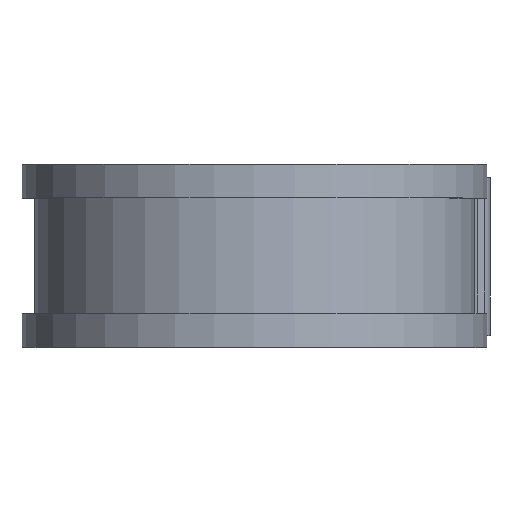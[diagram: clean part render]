
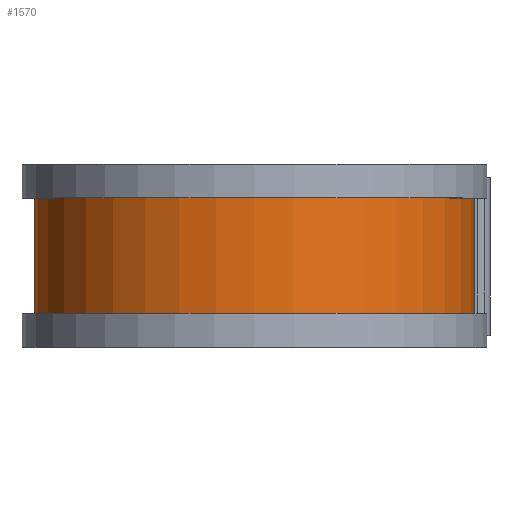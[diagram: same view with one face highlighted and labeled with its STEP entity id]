
A CAD part, top view. The second image highlights one B-rep face of the part: STEP entity #1570.
In plain terms, the highlighted cylindrical face has radius 26.556 mm (diameter 53.111 mm), a partial arc.
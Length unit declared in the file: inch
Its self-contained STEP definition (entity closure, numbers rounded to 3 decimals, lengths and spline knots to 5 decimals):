
#35 = LINE ( 'NONE', #1292, #1759 ) ;
#44 = DIRECTION ( 'NONE',  ( 0., 0., -1. ) ) ;
#107 = LINE ( 'NONE', #836, #752 ) ;
#129 = ORIENTED_EDGE ( 'NONE', *, *, #979, .T. ) ;
#171 = VERTEX_POINT ( 'NONE', #1210 ) ;
#172 = DIRECTION ( 'NONE',  ( 0., -1., 0. ) ) ;
#187 = CARTESIAN_POINT ( 'NONE',  ( 0., 0.275, 0. ) ) ;
#200 = DIRECTION ( 'NONE',  ( 0., -1., 0. ) ) ;
#212 = DIRECTION ( 'NONE',  ( 0., 0., -1. ) ) ;
#217 = CARTESIAN_POINT ( 'NONE',  ( 0., -0.275, 0. ) ) ;
#223 = VERTEX_POINT ( 'NONE', #1632 ) ;
#236 = EDGE_CURVE ( 'NONE', #171, #970, #107, .T. ) ;
#299 = DIRECTION ( 'NONE',  ( 0., -1., 0. ) ) ;
#459 = DIRECTION ( 'NONE',  ( 0., 0., -1. ) ) ;
#529 = EDGE_LOOP ( 'NONE', ( #1132, #129, #1464, #1606 ) ) ;
#538 = EDGE_CURVE ( 'NONE', #223, #970, #717, .T. ) ;
#717 = CIRCLE ( 'NONE', #1304, 1.0455 ) ;
#752 = VECTOR ( 'NONE', #172, 39.37008 ) ;
#836 = CARTESIAN_POINT ( 'NONE',  ( 0., 0.375, -1.0455 ) ) ;
#877 = AXIS2_PLACEMENT_3D ( 'NONE', #984, #200, #44 ) ;
#930 = EDGE_CURVE ( 'NONE', #1691, #223, #35, .T. ) ;
#970 = VERTEX_POINT ( 'NONE', #1322 ) ;
#979 = EDGE_CURVE ( 'NONE', #1691, #171, #1054, .T. ) ;
#984 = CARTESIAN_POINT ( 'NONE',  ( 0., 0.375, 0. ) ) ;
#998 = CARTESIAN_POINT ( 'NONE',  ( 1.0455, 0.275, 0. ) ) ;
#1054 = CIRCLE ( 'NONE', #1411, 1.0455 ) ;
#1132 = ORIENTED_EDGE ( 'NONE', *, *, #930, .F. ) ;
#1210 = CARTESIAN_POINT ( 'NONE',  ( 0., 0.275, -1.0455 ) ) ;
#1292 = CARTESIAN_POINT ( 'NONE',  ( 1.0455, 0.375, 0. ) ) ;
#1304 = AXIS2_PLACEMENT_3D ( 'NONE', #217, #1358, #459 ) ;
#1307 = DIRECTION ( 'NONE',  ( 0., -1., 0. ) ) ;
#1322 = CARTESIAN_POINT ( 'NONE',  ( 0., -0.275, -1.0455 ) ) ;
#1358 = DIRECTION ( 'NONE',  ( 0., -1., 0. ) ) ;
#1361 = FACE_OUTER_BOUND ( 'NONE', #529, .T. ) ;
#1411 = AXIS2_PLACEMENT_3D ( 'NONE', #187, #299, #212 ) ;
#1464 = ORIENTED_EDGE ( 'NONE', *, *, #236, .T. ) ;
#1570 = ADVANCED_FACE ( 'NONE', ( #1361 ), #1728, .T. ) ;
#1606 = ORIENTED_EDGE ( 'NONE', *, *, #538, .F. ) ;
#1632 = CARTESIAN_POINT ( 'NONE',  ( 1.0455, -0.275, 0. ) ) ;
#1691 = VERTEX_POINT ( 'NONE', #998 ) ;
#1728 = CYLINDRICAL_SURFACE ( 'NONE', #877, 1.0455 ) ;
#1759 = VECTOR ( 'NONE', #1307, 39.37008 ) ;
